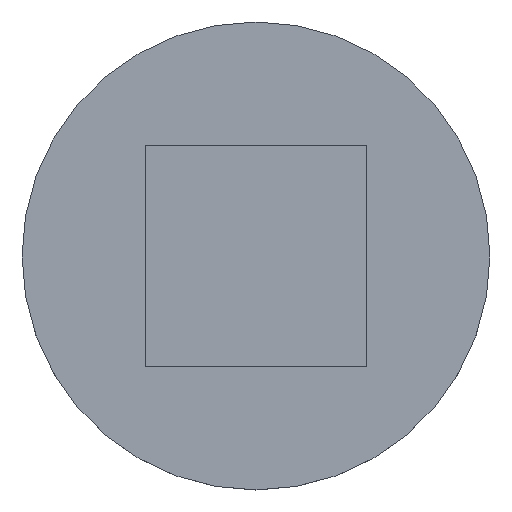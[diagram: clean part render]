
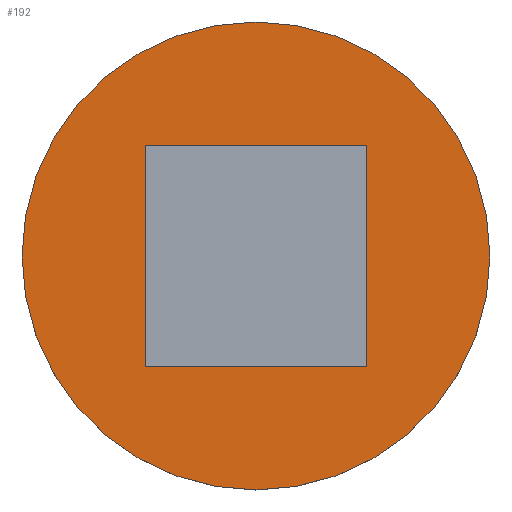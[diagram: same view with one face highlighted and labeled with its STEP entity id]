
A CAD part, top view. The second image highlights one B-rep face of the part: STEP entity #192.
In plain terms, the highlighted planar face has unit normal (0, 0, 1).
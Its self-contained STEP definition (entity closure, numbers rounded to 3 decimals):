
#21 = DIRECTION ( 'NONE',  ( 0., 0., 1. ) ) ;
#23 = DIRECTION ( 'NONE',  ( 1., 0., 0. ) ) ;
#34 = VERTEX_POINT ( 'NONE', #219 ) ;
#48 = DIRECTION ( 'NONE',  ( 1., 0., 0. ) ) ;
#52 = FACE_OUTER_BOUND ( 'NONE', #322, .T. ) ;
#59 = CIRCLE ( 'NONE', #301, 7.5 ) ;
#76 = EDGE_LOOP ( 'NONE', ( #116, #217, #406, #311 ) ) ;
#78 = VERTEX_POINT ( 'NONE', #422 ) ;
#85 = CARTESIAN_POINT ( 'NONE',  ( -7.5, 0., 0.5 ) ) ;
#95 = VECTOR ( 'NONE', #106, 1000. ) ;
#102 = LINE ( 'NONE', #367, #95 ) ;
#106 = DIRECTION ( 'NONE',  ( 1., 0., 0. ) ) ;
#108 = VERTEX_POINT ( 'NONE', #85 ) ;
#116 = ORIENTED_EDGE ( 'NONE', *, *, #271, .F. ) ;
#117 = DIRECTION ( 'NONE',  ( 0., 0., 1. ) ) ;
#129 = DIRECTION ( 'NONE',  ( 0., -1., 0. ) ) ;
#141 = CARTESIAN_POINT ( 'NONE',  ( 0., 0., 0.5 ) ) ;
#146 = VECTOR ( 'NONE', #129, 1000. ) ;
#165 = CIRCLE ( 'NONE', #357, 7.5 ) ;
#171 = CARTESIAN_POINT ( 'NONE',  ( 3.55, -3.55, 0.5 ) ) ;
#176 = PLANE ( 'NONE',  #341 ) ;
#181 = CARTESIAN_POINT ( 'NONE',  ( 3.55, 3.55, 0.5 ) ) ;
#183 = EDGE_CURVE ( 'NONE', #78, #108, #165, .T. ) ;
#184 = DIRECTION ( 'NONE',  ( 0., 0., 1. ) ) ;
#192 = ADVANCED_FACE ( 'NONE', ( #52, #240 ), #176, .T. ) ;
#197 = VERTEX_POINT ( 'NONE', #181 ) ;
#198 = DIRECTION ( 'NONE',  ( 0., 1., 0. ) ) ;
#199 = ORIENTED_EDGE ( 'NONE', *, *, #297, .T. ) ;
#217 = ORIENTED_EDGE ( 'NONE', *, *, #231, .F. ) ;
#219 = CARTESIAN_POINT ( 'NONE',  ( 3.55, -3.55, 0.5 ) ) ;
#220 = VECTOR ( 'NONE', #378, 1000. ) ;
#227 = CARTESIAN_POINT ( 'NONE',  ( -3.55, -3.55, 0.5 ) ) ;
#231 = EDGE_CURVE ( 'NONE', #197, #246, #400, .T. ) ;
#240 = FACE_BOUND ( 'NONE', #76, .T. ) ;
#246 = VERTEX_POINT ( 'NONE', #383 ) ;
#250 = ORIENTED_EDGE ( 'NONE', *, *, #183, .T. ) ;
#251 = CARTESIAN_POINT ( 'NONE',  ( 0., 0., 0.5 ) ) ;
#254 = VERTEX_POINT ( 'NONE', #321 ) ;
#271 = EDGE_CURVE ( 'NONE', #246, #254, #384, .T. ) ;
#276 = CARTESIAN_POINT ( 'NONE',  ( 0., 0., 0.5 ) ) ;
#297 = EDGE_CURVE ( 'NONE', #108, #78, #59, .T. ) ;
#301 = AXIS2_PLACEMENT_3D ( 'NONE', #251, #21, #23 ) ;
#311 = ORIENTED_EDGE ( 'NONE', *, *, #419, .F. ) ;
#321 = CARTESIAN_POINT ( 'NONE',  ( -3.55, -3.55, 0.5 ) ) ;
#322 = EDGE_LOOP ( 'NONE', ( #199, #250 ) ) ;
#341 = AXIS2_PLACEMENT_3D ( 'NONE', #276, #184, #48 ) ;
#345 = DIRECTION ( 'NONE',  ( 1., 0., 0. ) ) ;
#349 = VECTOR ( 'NONE', #198, 1000. ) ;
#357 = AXIS2_PLACEMENT_3D ( 'NONE', #141, #117, #345 ) ;
#360 = LINE ( 'NONE', #171, #349 ) ;
#367 = CARTESIAN_POINT ( 'NONE',  ( 3.55, -3.55, 0.5 ) ) ;
#378 = DIRECTION ( 'NONE',  ( -1., 0., 0. ) ) ;
#380 = EDGE_CURVE ( 'NONE', #34, #197, #360, .T. ) ;
#383 = CARTESIAN_POINT ( 'NONE',  ( -3.55, 3.55, 0.5 ) ) ;
#384 = LINE ( 'NONE', #227, #146 ) ;
#400 = LINE ( 'NONE', #408, #220 ) ;
#406 = ORIENTED_EDGE ( 'NONE', *, *, #380, .F. ) ;
#408 = CARTESIAN_POINT ( 'NONE',  ( 3.55, 3.55, 0.5 ) ) ;
#419 = EDGE_CURVE ( 'NONE', #254, #34, #102, .T. ) ;
#422 = CARTESIAN_POINT ( 'NONE',  ( 7.5, 0., 0.5 ) ) ;
